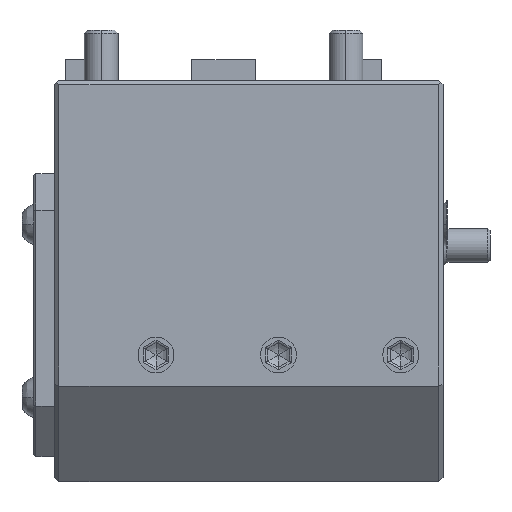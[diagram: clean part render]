
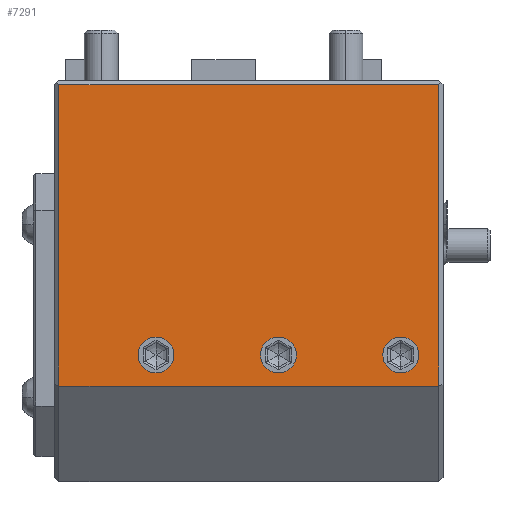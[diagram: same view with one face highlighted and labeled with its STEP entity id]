
A CAD part, top view. The second image highlights one B-rep face of the part: STEP entity #7291.
In plain terms, the highlighted planar face has unit normal (0, 0, 1).
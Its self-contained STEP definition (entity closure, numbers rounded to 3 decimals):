
#868=DIRECTION('',(0.,1.,0.));
#869=VECTOR('',#868,71.357);
#870=CARTESIAN_POINT('',(51.,-72.357,37.5));
#871=LINE('',#870,#869);
#872=DIRECTION('',(-1.,0.,0.));
#873=VECTOR('',#872,90.);
#874=CARTESIAN_POINT('',(51.,-72.357,37.5));
#875=LINE('',#874,#873);
#876=DIRECTION('',(0.,1.,0.));
#877=VECTOR('',#876,71.357);
#878=CARTESIAN_POINT('',(-39.,-72.357,37.5));
#879=LINE('',#878,#877);
#880=DIRECTION('',(1.,0.,0.));
#881=VECTOR('',#880,90.);
#882=CARTESIAN_POINT('',(-39.,-1.,37.5));
#883=LINE('',#882,#881);
#884=CARTESIAN_POINT('',(42.,-65.,37.5));
#885=DIRECTION('',(0.,0.,1.));
#886=DIRECTION('',(1.,0.,0.));
#887=AXIS2_PLACEMENT_3D('',#884,#885,#886);
#889=CARTESIAN_POINT('',(42.,-65.,37.5));
#890=DIRECTION('',(0.,0.,1.));
#891=DIRECTION('',(-1.,0.,0.));
#892=AXIS2_PLACEMENT_3D('',#889,#890,#891);
#894=CARTESIAN_POINT('',(13.,-65.,37.5));
#895=DIRECTION('',(0.,0.,1.));
#896=DIRECTION('',(1.,0.,0.));
#897=AXIS2_PLACEMENT_3D('',#894,#895,#896);
#899=CARTESIAN_POINT('',(13.,-65.,37.5));
#900=DIRECTION('',(0.,0.,1.));
#901=DIRECTION('',(-1.,0.,0.));
#902=AXIS2_PLACEMENT_3D('',#899,#900,#901);
#904=CARTESIAN_POINT('',(-16.,-65.,37.5));
#905=DIRECTION('',(0.,0.,1.));
#906=DIRECTION('',(1.,0.,0.));
#907=AXIS2_PLACEMENT_3D('',#904,#905,#906);
#909=CARTESIAN_POINT('',(-16.,-65.,37.5));
#910=DIRECTION('',(0.,0.,1.));
#911=DIRECTION('',(-1.,0.,0.));
#912=AXIS2_PLACEMENT_3D('',#909,#910,#911);
#5639=CARTESIAN_POINT('',(46.25,-65.,37.5));
#5640=CARTESIAN_POINT('',(37.75,-65.,37.5));
#5641=VERTEX_POINT('',#5639);
#5642=VERTEX_POINT('',#5640);
#5643=CARTESIAN_POINT('',(17.25,-65.,37.5));
#5644=CARTESIAN_POINT('',(8.75,-65.,37.5));
#5645=VERTEX_POINT('',#5643);
#5646=VERTEX_POINT('',#5644);
#5659=CARTESIAN_POINT('',(51.,-72.357,37.5));
#5660=CARTESIAN_POINT('',(51.,-1.,37.5));
#5661=VERTEX_POINT('',#5659);
#5662=VERTEX_POINT('',#5660);
#5673=CARTESIAN_POINT('',(-39.,-72.357,37.5));
#5674=VERTEX_POINT('',#5673);
#5683=CARTESIAN_POINT('',(-39.,-1.,37.5));
#5684=VERTEX_POINT('',#5683);
#5741=CARTESIAN_POINT('',(-11.75,-65.,37.5));
#5742=CARTESIAN_POINT('',(-20.25,-65.,37.5));
#5743=VERTEX_POINT('',#5741);
#5744=VERTEX_POINT('',#5742);
#7259=CARTESIAN_POINT('',(52.,0.,37.5));
#7260=DIRECTION('',(0.,0.,1.));
#7261=DIRECTION('',(-1.,0.,0.));
#7262=AXIS2_PLACEMENT_3D('',#7259,#7260,#7261);
#7263=PLANE('',#7262);
#7265=ORIENTED_EDGE('',*,*,#7264,.F.);
#7267=ORIENTED_EDGE('',*,*,#7266,.T.);
#7268=ORIENTED_EDGE('',*,*,#7248,.T.);
#7270=ORIENTED_EDGE('',*,*,#7269,.T.);
#7271=EDGE_LOOP('',(#7265,#7267,#7268,#7270));
#7272=FACE_OUTER_BOUND('',#7271,.F.);
#7274=ORIENTED_EDGE('',*,*,#7273,.T.);
#7276=ORIENTED_EDGE('',*,*,#7275,.T.);
#7277=EDGE_LOOP('',(#7274,#7276));
#7278=FACE_BOUND('',#7277,.F.);
#7280=ORIENTED_EDGE('',*,*,#7279,.T.);
#7282=ORIENTED_EDGE('',*,*,#7281,.T.);
#7283=EDGE_LOOP('',(#7280,#7282));
#7284=FACE_BOUND('',#7283,.F.);
#7286=ORIENTED_EDGE('',*,*,#7285,.T.);
#7288=ORIENTED_EDGE('',*,*,#7287,.T.);
#7289=EDGE_LOOP('',(#7286,#7288));
#7290=FACE_BOUND('',#7289,.F.);
#888=CIRCLE('',#887,4.25);
#893=CIRCLE('',#892,4.25);
#898=CIRCLE('',#897,4.25);
#903=CIRCLE('',#902,4.25);
#908=CIRCLE('',#907,4.25);
#913=CIRCLE('',#912,4.25);
#7248=EDGE_CURVE('',#5674,#5684,#879,.T.);
#7264=EDGE_CURVE('',#5661,#5662,#871,.T.);
#7266=EDGE_CURVE('',#5661,#5674,#875,.T.);
#7269=EDGE_CURVE('',#5684,#5662,#883,.T.);
#7273=EDGE_CURVE('',#5641,#5642,#888,.T.);
#7275=EDGE_CURVE('',#5642,#5641,#893,.T.);
#7279=EDGE_CURVE('',#5645,#5646,#898,.T.);
#7281=EDGE_CURVE('',#5646,#5645,#903,.T.);
#7285=EDGE_CURVE('',#5743,#5744,#908,.T.);
#7287=EDGE_CURVE('',#5744,#5743,#913,.T.);
#7291=ADVANCED_FACE('',(#7272,#7278,#7284,#7290),#7263,.T.);
